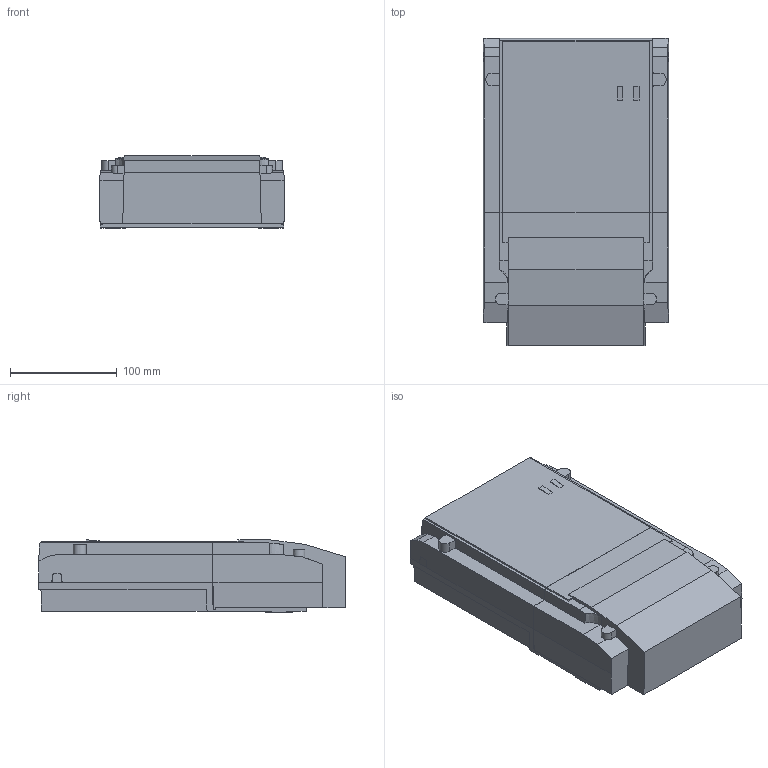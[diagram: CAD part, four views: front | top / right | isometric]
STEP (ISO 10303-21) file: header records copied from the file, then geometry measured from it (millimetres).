
FILE_DESCRIPTION(('STEP AP203'), '1');
FILE_NAME('Ì234 ART 100A(ñ ëåïåñòêàìè ïîä ÓÇ -ñâàðêó)ñ êð', '2018-05-07T07:24:45', (''), (''), 'ASCON STEP Converter 1.3', 'ASCON Math Kernel', '');
FILE_SCHEMA(('CONFIG_CONTROL_DESIGN'));
Length unit declared in the file: millimetre
Bounding box: 173.5 x 288.11 x 67.9 mm (x, y, z)
Volume: 2617947.3 mm3; surface area: 221990.3 mm2
Topology: 1 solids, 1 shells, 374 faces, 1061 edges, 694 vertices
Faces by surface type: plane 313, cylinder 41, cone 20
Full cylindrical faces by diameter (mm): 9 x8
Entity records: 15081 total; most frequent: CARTESIAN_POINT 2423, ORIENTED_EDGE 2090, DIRECTION 1831, EDGE_CURVE 1045, LINE 905, VECTOR 905, VERTEX_POINT 700, AXIS2_PLACEMENT_3D 463
